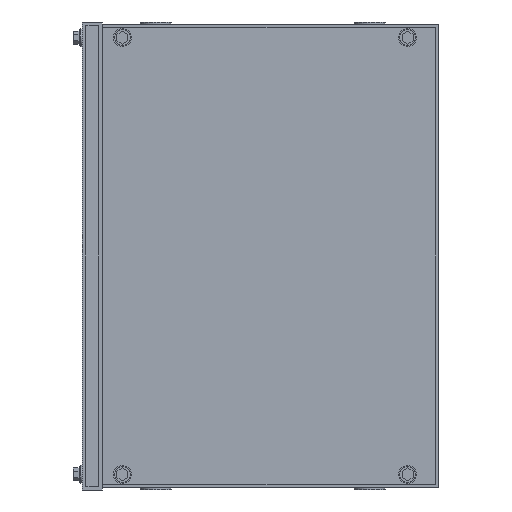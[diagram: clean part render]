
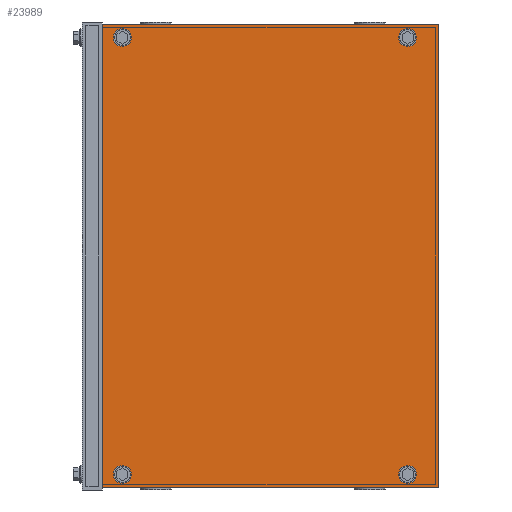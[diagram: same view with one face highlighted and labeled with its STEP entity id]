
A CAD part, left-side view. The second image highlights one B-rep face of the part: STEP entity #23989.
In plain terms, the highlighted planar face has unit normal (-1, 0, 0).
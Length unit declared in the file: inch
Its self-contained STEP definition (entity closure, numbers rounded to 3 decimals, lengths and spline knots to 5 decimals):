
#3343 = CARTESIAN_POINT ( 'NONE',  ( -14., 9.4375, -6.5 ) ) ;
#3480 = ORIENTED_EDGE ( 'NONE', *, *, #20727, .F. ) ;
#8421 = LINE ( 'NONE', #17624, #69658 ) ;
#11961 = DIRECTION ( 'NONE',  ( 0., 0., -1. ) ) ;
#12533 = LINE ( 'NONE', #3343, #111993 ) ;
#17624 = CARTESIAN_POINT ( 'NONE',  ( -14., 0., -6.5 ) ) ;
#20168 = VECTOR ( 'NONE', #96737, 39.37008 ) ;
#20727 = EDGE_CURVE ( 'NONE', #113411, #50498, #86962, .T. ) ;
#23245 = CARTESIAN_POINT ( 'NONE',  ( -14., 9.4375, -6.5 ) ) ;
#23989 = ADVANCED_FACE ( 'NONE', ( #113040 ), #49181, .T. ) ;
#24992 = CARTESIAN_POINT ( 'NONE',  ( -14., 9.4375, -6.5 ) ) ;
#41881 = ORIENTED_EDGE ( 'NONE', *, *, #46728, .F. ) ;
#44969 = VERTEX_POINT ( 'NONE', #101851 ) ;
#46728 = EDGE_CURVE ( 'NONE', #50498, #44969, #8421, .T. ) ;
#47467 = EDGE_CURVE ( 'NONE', #113411, #86297, #12533, .T. ) ;
#48841 = CARTESIAN_POINT ( 'NONE',  ( -14., 9.4375, -6.5 ) ) ;
#49181 = PLANE ( 'NONE',  #68403 ) ;
#49648 = CARTESIAN_POINT ( 'NONE',  ( -14., 9.4375, 6.5 ) ) ;
#50498 = VERTEX_POINT ( 'NONE', #57883 ) ;
#57883 = CARTESIAN_POINT ( 'NONE',  ( -14., 0., 6.5 ) ) ;
#58372 = DIRECTION ( 'NONE',  ( -1., 0., 0. ) ) ;
#61611 = CARTESIAN_POINT ( 'NONE',  ( -14., 9.4375, 6.5 ) ) ;
#66510 = DIRECTION ( 'NONE',  ( 0., -1., 0. ) ) ;
#68403 = AXIS2_PLACEMENT_3D ( 'NONE', #23245, #58372, #93498 ) ;
#69658 = VECTOR ( 'NONE', #105704, 39.37008 ) ;
#85422 = VECTOR ( 'NONE', #66510, 39.37008 ) ;
#86297 = VERTEX_POINT ( 'NONE', #48841 ) ;
#86962 = LINE ( 'NONE', #61611, #20168 ) ;
#92008 = ORIENTED_EDGE ( 'NONE', *, *, #47467, .T. ) ;
#93498 = DIRECTION ( 'NONE',  ( 0., 0., 1. ) ) ;
#96737 = DIRECTION ( 'NONE',  ( 0., -1., 0. ) ) ;
#98491 = EDGE_LOOP ( 'NONE', ( #41881, #3480, #92008, #101634 ) ) ;
#101634 = ORIENTED_EDGE ( 'NONE', *, *, #109225, .T. ) ;
#101851 = CARTESIAN_POINT ( 'NONE',  ( -14., 0., -6.5 ) ) ;
#105704 = DIRECTION ( 'NONE',  ( 0., 0., -1. ) ) ;
#109225 = EDGE_CURVE ( 'NONE', #86297, #44969, #110829, .T. ) ;
#110829 = LINE ( 'NONE', #24992, #85422 ) ;
#111993 = VECTOR ( 'NONE', #11961, 39.37008 ) ;
#113040 = FACE_OUTER_BOUND ( 'NONE', #98491, .T. ) ;
#113411 = VERTEX_POINT ( 'NONE', #49648 ) ;
